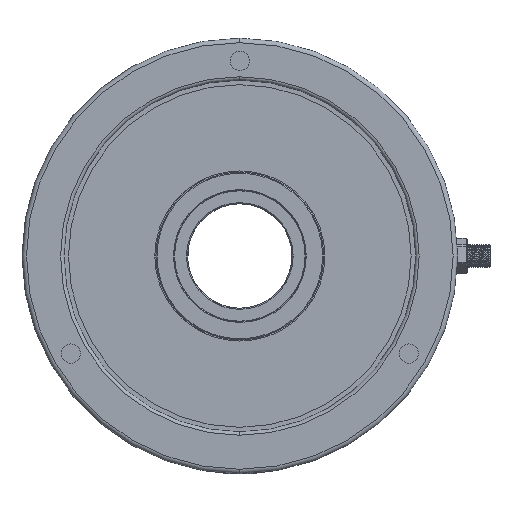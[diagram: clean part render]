
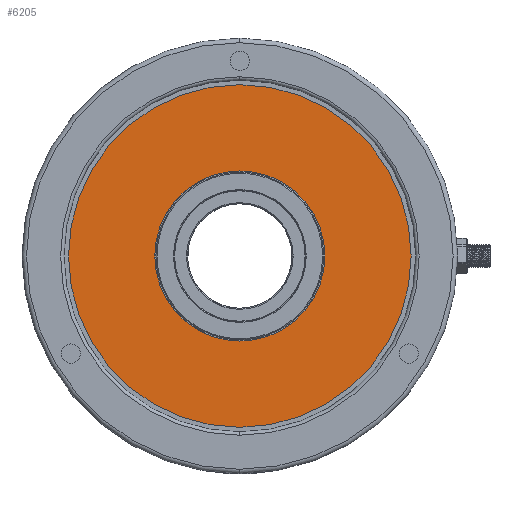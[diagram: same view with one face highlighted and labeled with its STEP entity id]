
A CAD part, front view. The second image highlights one B-rep face of the part: STEP entity #6205.
In plain terms, the highlighted planar face has unit normal (0, -1, 0).
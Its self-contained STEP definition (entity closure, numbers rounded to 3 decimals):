
#51 = VERTEX_POINT ( 'NONE', #1656 ) ;
#1166 = CARTESIAN_POINT ( 'NONE',  ( 0., 14.891, 37.5 ) ) ;
#1656 = CARTESIAN_POINT ( 'NONE',  ( 0., 14.891, 75.5 ) ) ;
#2509 = DIRECTION ( 'NONE',  ( 0., 1., 0. ) ) ;
#2877 = ORIENTED_EDGE ( 'NONE', *, *, #16356, .F. ) ;
#2981 = ORIENTED_EDGE ( 'NONE', *, *, #11337, .F. ) ;
#4208 = CIRCLE ( 'NONE', #11646, 37.5 ) ;
#4427 = CARTESIAN_POINT ( 'NONE',  ( 0., 14.891, -75.5 ) ) ;
#4474 = DIRECTION ( 'NONE',  ( 0., -1., 0. ) ) ;
#4537 = AXIS2_PLACEMENT_3D ( 'NONE', #10786, #16489, #12845 ) ;
#5856 = AXIS2_PLACEMENT_3D ( 'NONE', #24011, #9400, #20576 ) ;
#6169 = CARTESIAN_POINT ( 'NONE',  ( 0., 14.891, 0. ) ) ;
#6205 = ADVANCED_FACE ( 'NONE', ( #11447, #13383 ), #15328, .F. ) ;
#7730 = VERTEX_POINT ( 'NONE', #11137 ) ;
#9324 = EDGE_CURVE ( 'NONE', #15421, #51, #13282, .T. ) ;
#9400 = DIRECTION ( 'NONE',  ( 0., -1., 0. ) ) ;
#9617 = CARTESIAN_POINT ( 'NONE',  ( 0., 14.891, 0. ) ) ;
#10786 = CARTESIAN_POINT ( 'NONE',  ( 0., 14.891, 0. ) ) ;
#11082 = DIRECTION ( 'NONE',  ( 0., -1., 0. ) ) ;
#11137 = CARTESIAN_POINT ( 'NONE',  ( 0., 14.891, -37.5 ) ) ;
#11324 = DIRECTION ( 'NONE',  ( 1., 0., 0. ) ) ;
#11337 = EDGE_CURVE ( 'NONE', #14897, #7730, #4208, .T. ) ;
#11447 = FACE_BOUND ( 'NONE', #21033, .T. ) ;
#11552 = DIRECTION ( 'NONE',  ( 0., 0., -1. ) ) ;
#11646 = AXIS2_PLACEMENT_3D ( 'NONE', #9617, #11082, #11552 ) ;
#11674 = CIRCLE ( 'NONE', #13592, 75.5 ) ;
#11860 = EDGE_CURVE ( 'NONE', #51, #15421, #11674, .T. ) ;
#12845 = DIRECTION ( 'NONE',  ( 0., 0., -1. ) ) ;
#13282 = CIRCLE ( 'NONE', #5856, 75.5 ) ;
#13383 = FACE_OUTER_BOUND ( 'NONE', #18797, .T. ) ;
#13521 = CIRCLE ( 'NONE', #4537, 37.5 ) ;
#13592 = AXIS2_PLACEMENT_3D ( 'NONE', #19228, #4474, #18760 ) ;
#13810 = ORIENTED_EDGE ( 'NONE', *, *, #11860, .T. ) ;
#14074 = AXIS2_PLACEMENT_3D ( 'NONE', #6169, #2509, #11324 ) ;
#14385 = ORIENTED_EDGE ( 'NONE', *, *, #9324, .T. ) ;
#14897 = VERTEX_POINT ( 'NONE', #1166 ) ;
#15328 = PLANE ( 'NONE',  #14074 ) ;
#15421 = VERTEX_POINT ( 'NONE', #4427 ) ;
#16356 = EDGE_CURVE ( 'NONE', #7730, #14897, #13521, .T. ) ;
#16489 = DIRECTION ( 'NONE',  ( 0., -1., 0. ) ) ;
#18760 = DIRECTION ( 'NONE',  ( 0., 0., -1. ) ) ;
#18797 = EDGE_LOOP ( 'NONE', ( #14385, #13810 ) ) ;
#19228 = CARTESIAN_POINT ( 'NONE',  ( 0., 14.891, 0. ) ) ;
#20576 = DIRECTION ( 'NONE',  ( 0., 0., -1. ) ) ;
#21033 = EDGE_LOOP ( 'NONE', ( #2877, #2981 ) ) ;
#24011 = CARTESIAN_POINT ( 'NONE',  ( 0., 14.891, 0. ) ) ;
